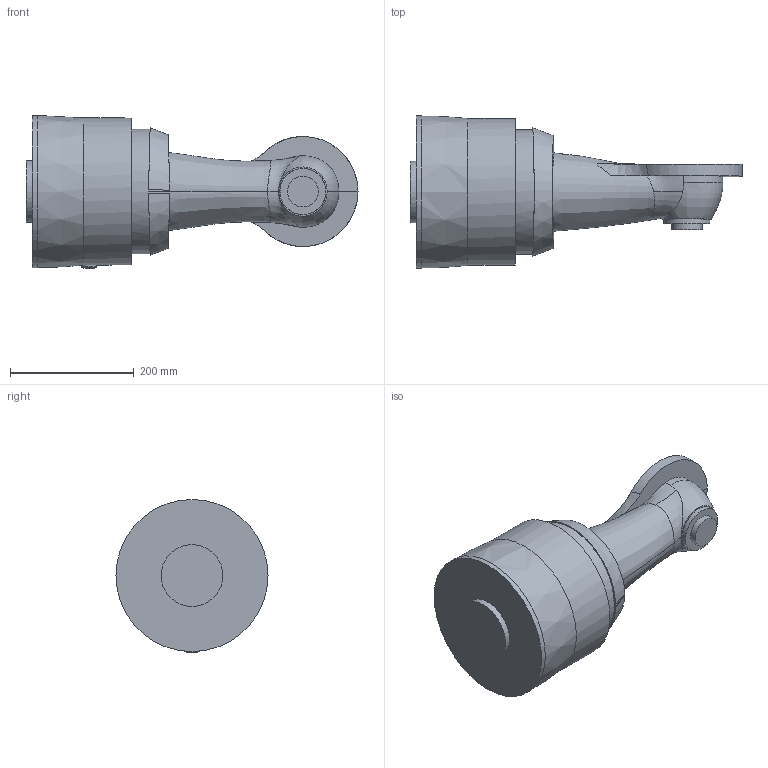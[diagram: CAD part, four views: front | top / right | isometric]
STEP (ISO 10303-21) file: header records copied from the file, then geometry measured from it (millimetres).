
FILE_DESCRIPTION(/* description */ (''),/* implementation_level */ '2;1');
FILE_NAME(/* name */ 'KR 210 Link4_ipt_b1b8a23c.STEP',/* time_stamp */ '2017-12-21T04:40:02-05:00',/* author */ ('Jerrar'),/* organization */ (''),/* preprocessor_version */ 'ST-DEVELOPER v16.13',/* originating_system */ 'Autodesk Inventor 2018',/* authorisation */ '');
FILE_SCHEMA (('AUTOMOTIVE_DESIGN { 1 0 10303 214 3 1 1 }'));
Length unit declared in the file: millimetre
Products named in the file (1): KR 210 Link4
Bounding box: 537.13 x 246 x 247.5 mm (x, y, z)
Volume: 11843154.5 mm3; surface area: 370505 mm2
Topology: 1 solids, 1 shells, 65 faces, 163 edges, 104 vertices
Faces by surface type: plane 31, bspline 13, cylinder 12, cone 6, torus 3
Full cylindrical faces by diameter (mm): 25 x1, 50 x1, 74.5 x1, 100 x2, 202 x1, 238 x1, 246 x1
Entity records: 7979 total; most frequent: CARTESIAN_POINT 6477, ORIENTED_EDGE 296, DIRECTION 264, EDGE_CURVE 148, AXIS2_PLACEMENT_3D 109, VERTEX_POINT 98, EDGE_LOOP 78, STYLED_ITEM 66
